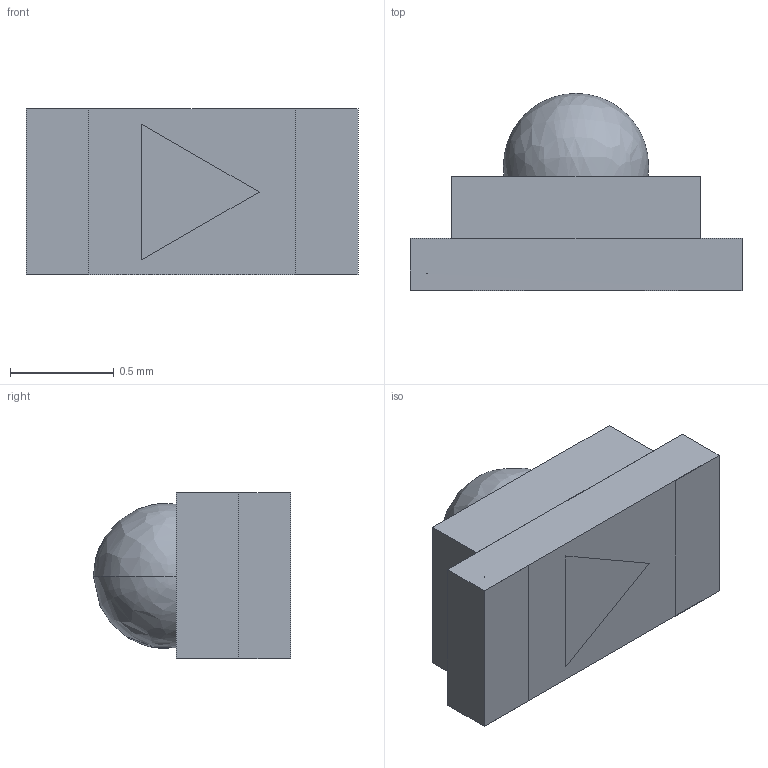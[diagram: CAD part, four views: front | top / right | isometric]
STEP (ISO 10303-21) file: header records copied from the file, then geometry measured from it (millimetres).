
FILE_DESCRIPTION (( 'STEP AP214' ), '1' );
FILE_NAME ('APTD1608LVBC-D.STEP', '2024-04-01T08:03:14', ( '' ), ( '' ), 'SwSTEP 2.0', 'SolidWorks 2016', '' );
FILE_SCHEMA (( 'AUTOMOTIVE_DESIGN' ));
Length unit declared in the file: millimetre
Products named in the file (1): APTD1608LVBC-D
Bounding box: 1.6 x 0.95 x 0.8 mm (x, y, z)
Volume: 0.7 mm3; surface area: 9.5 mm2
Topology: 6 solids, 6 shells, 23 faces, 52 edges, 39 vertices
Faces by surface type: plane 21, bspline 2
Entity records: 834 total; most frequent: CARTESIAN_POINT 228, ORIENTED_EDGE 96, DIRECTION 74, EDGE_CURVE 48, VERTEX_POINT 39, EDGE_LOOP 25, AXIS2_PLACEMENT_3D 25, VECTOR 24
